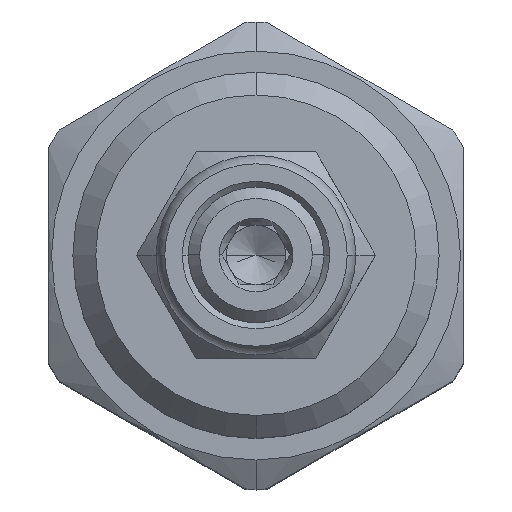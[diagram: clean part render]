
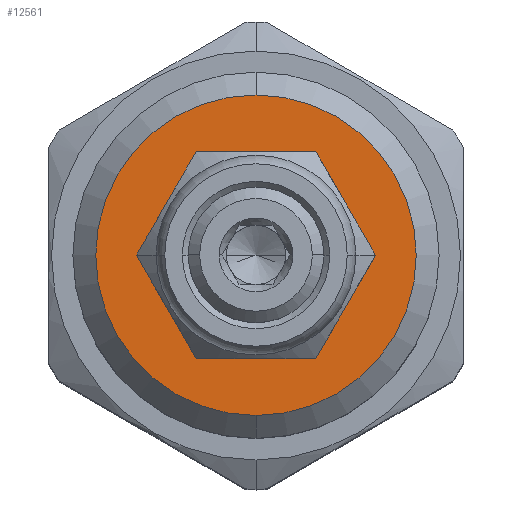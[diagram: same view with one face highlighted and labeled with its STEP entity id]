
A CAD part, top view. The second image highlights one B-rep face of the part: STEP entity #12561.
In plain terms, the highlighted planar face has unit normal (0, 0, 1).
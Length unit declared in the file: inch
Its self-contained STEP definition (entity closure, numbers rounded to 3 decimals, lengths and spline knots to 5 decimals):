
#4205=CARTESIAN_POINT('',(0.,0.,4.079));
#4206=DIRECTION('',(0.,0.,1.));
#4207=DIRECTION('',(0.,-1.,0.));
#4208=AXIS2_PLACEMENT_3D('',#4205,#4206,#4207);
#4223=CARTESIAN_POINT('',(0.,0.,4.079));
#4224=DIRECTION('',(0.,0.,1.));
#4225=DIRECTION('',(-1.,0.,0.));
#4226=AXIS2_PLACEMENT_3D('',#4223,#4224,#4225);
#4228=CARTESIAN_POINT('',(0.,0.,4.079));
#4229=DIRECTION('',(0.,0.,1.));
#4230=DIRECTION('',(1.,0.,0.));
#4231=AXIS2_PLACEMENT_3D('',#4228,#4229,#4230);
#4233=CARTESIAN_POINT('',(0.,0.,4.079));
#4234=DIRECTION('',(0.,0.,1.));
#4235=DIRECTION('',(0.,1.,0.));
#4236=AXIS2_PLACEMENT_3D('',#4233,#4234,#4235);
#6513=CARTESIAN_POINT('',(0.,0.435,4.079));
#6514=CARTESIAN_POINT('',(0.,-0.435,4.079));
#6515=VERTEX_POINT('',#6513);
#6516=VERTEX_POINT('',#6514);
#6942=CARTESIAN_POINT('',(-0.271,0.,4.079));
#6943=CARTESIAN_POINT('',(0.271,0.,4.079));
#6944=VERTEX_POINT('',#6942);
#6945=VERTEX_POINT('',#6943);
#12545=CARTESIAN_POINT('',(0.,0.,4.079));
#12546=DIRECTION('',(0.,0.,1.));
#12547=DIRECTION('',(0.,1.,0.));
#12548=AXIS2_PLACEMENT_3D('',#12545,#12546,#12547);
#12549=PLANE('',#12548);
#12550=ORIENTED_EDGE('',*,*,#12528,.F.);
#12552=ORIENTED_EDGE('',*,*,#12551,.F.);
#12553=EDGE_LOOP('',(#12550,#12552));
#12554=FACE_OUTER_BOUND('',#12553,.F.);
#12556=ORIENTED_EDGE('',*,*,#12555,.T.);
#12558=ORIENTED_EDGE('',*,*,#12557,.T.);
#12559=EDGE_LOOP('',(#12556,#12558));
#12560=FACE_BOUND('',#12559,.F.);
#4209=CIRCLE('',#4208,0.435);
#4227=CIRCLE('',#4226,0.271);
#4232=CIRCLE('',#4231,0.271);
#4237=CIRCLE('',#4236,0.435);
#12528=EDGE_CURVE('',#6516,#6515,#4209,.T.);
#12551=EDGE_CURVE('',#6515,#6516,#4237,.T.);
#12555=EDGE_CURVE('',#6944,#6945,#4227,.T.);
#12557=EDGE_CURVE('',#6945,#6944,#4232,.T.);
#12561=ADVANCED_FACE('',(#12554,#12560),#12549,.T.);
